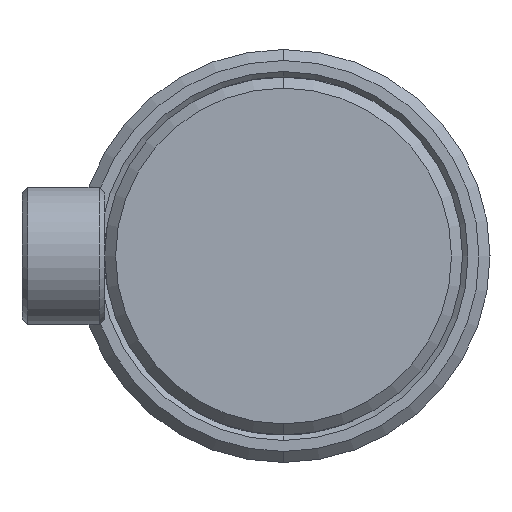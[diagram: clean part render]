
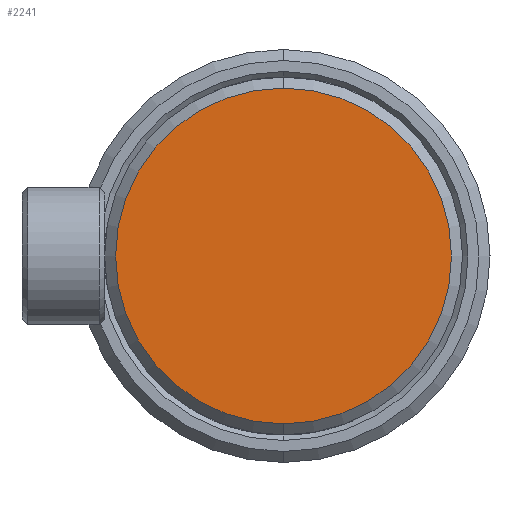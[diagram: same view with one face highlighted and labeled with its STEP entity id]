
A CAD part, left-side view. The second image highlights one B-rep face of the part: STEP entity #2241.
In plain terms, the highlighted planar face has unit normal (-1, 0, 0).
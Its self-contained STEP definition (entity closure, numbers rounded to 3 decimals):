
#373 = DIRECTION ( 'NONE',  ( 0., 0., -1. ) ) ;
#473 = AXIS2_PLACEMENT_3D ( 'NONE', #532, #1043, #1050 ) ;
#532 = CARTESIAN_POINT ( 'NONE',  ( -53., 32.5, 0. ) ) ;
#588 = FACE_OUTER_BOUND ( 'NONE', #712, .T. ) ;
#624 = CARTESIAN_POINT ( 'NONE',  ( -53., 0., 0. ) ) ;
#677 = ORIENTED_EDGE ( 'NONE', *, *, #1608, .T. ) ;
#712 = EDGE_LOOP ( 'NONE', ( #2701, #677 ) ) ;
#791 = CIRCLE ( 'NONE', #1357, 30.5 ) ;
#992 = CIRCLE ( 'NONE', #1808, 30.5 ) ;
#1043 = DIRECTION ( 'NONE',  ( 1., 0., 0. ) ) ;
#1050 = DIRECTION ( 'NONE',  ( 0., 0., -1. ) ) ;
#1182 = DIRECTION ( 'NONE',  ( 0., 0., -1. ) ) ;
#1188 = VERTEX_POINT ( 'NONE', #1895 ) ;
#1357 = AXIS2_PLACEMENT_3D ( 'NONE', #624, #2135, #373 ) ;
#1424 = CARTESIAN_POINT ( 'NONE',  ( -53., 0., 0. ) ) ;
#1563 = PLANE ( 'NONE',  #473 ) ;
#1608 = EDGE_CURVE ( 'NONE', #1188, #2877, #992, .T. ) ;
#1808 = AXIS2_PLACEMENT_3D ( 'NONE', #1424, #2925, #1182 ) ;
#1859 = EDGE_CURVE ( 'NONE', #2877, #1188, #791, .T. ) ;
#1895 = CARTESIAN_POINT ( 'NONE',  ( -53., 0., 30.5 ) ) ;
#2135 = DIRECTION ( 'NONE',  ( -1., 0., 0. ) ) ;
#2241 = ADVANCED_FACE ( 'NONE', ( #588 ), #1563, .F. ) ;
#2701 = ORIENTED_EDGE ( 'NONE', *, *, #1859, .T. ) ;
#2877 = VERTEX_POINT ( 'NONE', #3000 ) ;
#2925 = DIRECTION ( 'NONE',  ( -1., 0., 0. ) ) ;
#3000 = CARTESIAN_POINT ( 'NONE',  ( -53., 0., -30.5 ) ) ;
